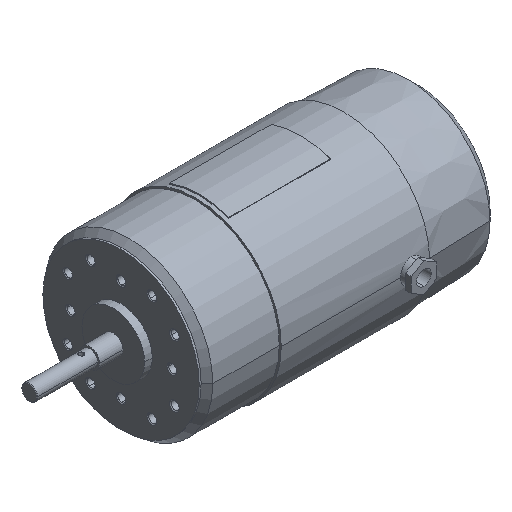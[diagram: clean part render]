
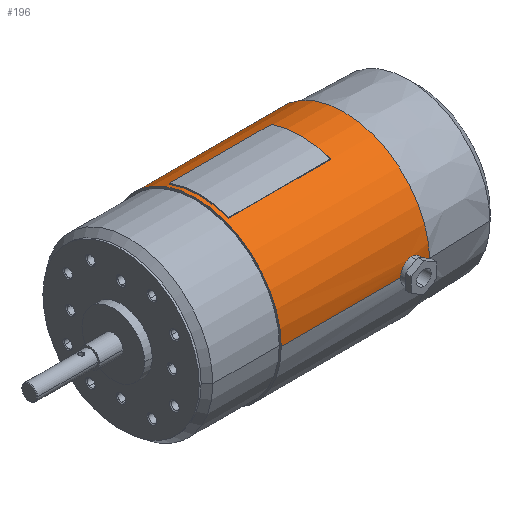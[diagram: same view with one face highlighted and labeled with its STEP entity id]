
A CAD part, isometric view. The second image highlights one B-rep face of the part: STEP entity #196.
In plain terms, the highlighted cylindrical face has radius 44 mm (diameter 88 mm), a partial arc.
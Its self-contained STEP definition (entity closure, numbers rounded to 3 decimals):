
#196 = ADVANCED_FACE( '', ( #458, #459 ), #460, .T. );
#458 = FACE_OUTER_BOUND( '', #748, .T. );
#459 = FACE_BOUND( '', #749, .T. );
#460 = CYLINDRICAL_SURFACE( '', #750, 44. );
#748 = EDGE_LOOP( '', ( #1633, #1634, #1635, #1636, #1637, #1638, #1639 ) );
#749 = EDGE_LOOP( '', ( #1640, #1641, #1642, #1643 ) );
#750 = AXIS2_PLACEMENT_3D( '', #1644, #1645, #1646 );
#1633 = ORIENTED_EDGE( '', *, *, #1768, .T. );
#1634 = ORIENTED_EDGE( '', *, *, #2015, .F. );
#1635 = ORIENTED_EDGE( '', *, *, #1773, .T. );
#1636 = ORIENTED_EDGE( '', *, *, #1818, .T. );
#1637 = ORIENTED_EDGE( '', *, *, #1993, .T. );
#1638 = ORIENTED_EDGE( '', *, *, #1770, .T. );
#1639 = ORIENTED_EDGE( '', *, *, #2014, .T. );
#1640 = ORIENTED_EDGE( '', *, *, #1967, .T. );
#1641 = ORIENTED_EDGE( '', *, *, #1963, .T. );
#1642 = ORIENTED_EDGE( '', *, *, #1970, .T. );
#1643 = ORIENTED_EDGE( '', *, *, #1974, .T. );
#1644 = CARTESIAN_POINT( '', ( 76., 0., 0. ) );
#1645 = DIRECTION( '', ( 1., 0., 0. ) );
#1646 = DIRECTION( '', ( 0., 1., 0. ) );
#1768 = EDGE_CURVE( '', #2067, #2068, #2069, .T. );
#1770 = EDGE_CURVE( '', #2072, #2070, #2073, .T. );
#1773 = EDGE_CURVE( '', #2078, #2076, #2079, .T. );
#1818 = EDGE_CURVE( '', #2076, #2159, #2161, .T. );
#1963 = EDGE_CURVE( '', #2390, #2391, #2392, .T. );
#1967 = EDGE_CURVE( '', #2398, #2390, #2399, .T. );
#1970 = EDGE_CURVE( '', #2391, #2403, #2404, .T. );
#1974 = EDGE_CURVE( '', #2403, #2398, #2409, .T. );
#1993 = EDGE_CURVE( '', #2159, #2072, #2440, .T. );
#2014 = EDGE_CURVE( '', #2070, #2067, #2463, .T. );
#2015 = EDGE_CURVE( '', #2078, #2068, #2464, .T. );
#2067 = VERTEX_POINT( '', #2528 );
#2068 = VERTEX_POINT( '', #2529 );
#2069 = LINE( '', #2530, #2531 );
#2070 = VERTEX_POINT( '', #2532 );
#2072 = VERTEX_POINT( '', #2534 );
#2073 = LINE( '', #2535, #2536 );
#2076 = VERTEX_POINT( '', #2556 );
#2078 = VERTEX_POINT( '', #2575 );
#2079 = LINE( '', #2576, #2577 );
#2159 = VERTEX_POINT( '', #2779 );
#2161 = B_SPLINE_CURVE_WITH_KNOTS( '', 3, ( #2782, #2783, #2784, #2785, #2786, #2787, #2788, #2789, #2790, #2791, #2792, #2793, #2794, #2795, #2796, #2797, #2798, #2799 ), .UNSPECIFIED., .F., .F., ( 4, 2, 2, 2, 2, 2, 2, 2, 4 ), ( 9.053, 10.184, 11.316, 12.447, 13.579, 14.71, 15.842, 16.974, 18.105 ), .UNSPECIFIED. );
#2390 = VERTEX_POINT( '', #3100 );
#2391 = VERTEX_POINT( '', #3101 );
#2392 = CIRCLE( '', #3102, 44. );
#2398 = VERTEX_POINT( '', #3110 );
#2399 = LINE( '', #3111, #3112 );
#2403 = VERTEX_POINT( '', #3118 );
#2404 = LINE( '', #3119, #3120 );
#2409 = CIRCLE( '', #3127, 44. );
#2440 = B_SPLINE_CURVE_WITH_KNOTS( '', 3, ( #3176, #3177, #3178, #3179, #3180, #3181, #3182, #3183, #3184, #3185, #3186, #3187, #3188, #3189, #3190, #3191, #3192, #3193 ), .UNSPECIFIED., .F., .F., ( 4, 2, 2, 2, 2, 2, 2, 2, 4 ), ( 18.105, 19.237, 20.368, 21.5, 22.632, 23.763, 24.895, 26.026, 27.158 ), .UNSPECIFIED. );
#2463 = CIRCLE( '', #3252, 44. );
#2464 = CIRCLE( '', #3253, 44. );
#2528 = CARTESIAN_POINT( '', ( 114., 44., 0. ) );
#2529 = CARTESIAN_POINT( '', ( 38., 44., 0. ) );
#2530 = CARTESIAN_POINT( '', ( 76., 44., 0. ) );
#2531 = VECTOR( '', #3305, 1. );
#2532 = CARTESIAN_POINT( '', ( 114., -44., 0. ) );
#2534 = CARTESIAN_POINT( '', ( 111., -44., 0. ) );
#2535 = CARTESIAN_POINT( '', ( 76., -44., 0. ) );
#2536 = VECTOR( '', #3309, 1. );
#2556 = CARTESIAN_POINT( '', ( 99., -44., 0. ) );
#2575 = CARTESIAN_POINT( '', ( 38., -44., 0. ) );
#2576 = CARTESIAN_POINT( '', ( 76., -44., 0. ) );
#2577 = VECTOR( '', #3310, 1. );
#2779 = CARTESIAN_POINT( '', ( 105., -43.589, 6. ) );
#2782 = CARTESIAN_POINT( '', ( 99., -44., 0. ) );
#2783 = CARTESIAN_POINT( '', ( 99., -44., 0.377 ) );
#2784 = CARTESIAN_POINT( '', ( 99.036, -43.995, 0.767 ) );
#2785 = CARTESIAN_POINT( '', ( 99.188, -43.975, 1.542 ) );
#2786 = CARTESIAN_POINT( '', ( 99.304, -43.959, 1.928 ) );
#2787 = CARTESIAN_POINT( '', ( 99.61, -43.921, 2.667 ) );
#2788 = CARTESIAN_POINT( '', ( 99.801, -43.897, 3.021 ) );
#2789 = CARTESIAN_POINT( '', ( 100.241, -43.847, 3.676 ) );
#2790 = CARTESIAN_POINT( '', ( 100.491, -43.821, 3.977 ) );
#2791 = CARTESIAN_POINT( '', ( 101.023, -43.769, 4.509 ) );
#2792 = CARTESIAN_POINT( '', ( 101.324, -43.742, 4.759 ) );
#2793 = CARTESIAN_POINT( '', ( 101.979, -43.692, 5.199 ) );
#2794 = CARTESIAN_POINT( '', ( 102.333, -43.669, 5.39 ) );
#2795 = CARTESIAN_POINT( '', ( 103.072, -43.63, 5.696 ) );
#2796 = CARTESIAN_POINT( '', ( 103.458, -43.615, 5.812 ) );
#2797 = CARTESIAN_POINT( '', ( 104.233, -43.594, 5.964 ) );
#2798 = CARTESIAN_POINT( '', ( 104.623, -43.589, 6. ) );
#2799 = CARTESIAN_POINT( '', ( 105., -43.589, 6. ) );
#3100 = CARTESIAN_POINT( '', ( 40., -15.049, 41.346 ) );
#3101 = CARTESIAN_POINT( '', ( 40., 15.049, 41.346 ) );
#3102 = AXIS2_PLACEMENT_3D( '', #3669, #3670, #3671 );
#3110 = CARTESIAN_POINT( '', ( 92., -15.049, 41.346 ) );
#3111 = CARTESIAN_POINT( '', ( 66., -15.049, 41.346 ) );
#3112 = VECTOR( '', #3677, 1. );
#3118 = CARTESIAN_POINT( '', ( 92., 15.049, 41.346 ) );
#3119 = CARTESIAN_POINT( '', ( 66., 15.049, 41.346 ) );
#3120 = VECTOR( '', #3680, 1. );
#3127 = AXIS2_PLACEMENT_3D( '', #3686, #3687, #3688 );
#3176 = CARTESIAN_POINT( '', ( 105., -43.589, 6. ) );
#3177 = CARTESIAN_POINT( '', ( 105.377, -43.589, 6. ) );
#3178 = CARTESIAN_POINT( '', ( 105.767, -43.594, 5.964 ) );
#3179 = CARTESIAN_POINT( '', ( 106.542, -43.615, 5.812 ) );
#3180 = CARTESIAN_POINT( '', ( 106.928, -43.63, 5.696 ) );
#3181 = CARTESIAN_POINT( '', ( 107.667, -43.669, 5.39 ) );
#3182 = CARTESIAN_POINT( '', ( 108.021, -43.692, 5.199 ) );
#3183 = CARTESIAN_POINT( '', ( 108.676, -43.742, 4.759 ) );
#3184 = CARTESIAN_POINT( '', ( 108.977, -43.769, 4.509 ) );
#3185 = CARTESIAN_POINT( '', ( 109.509, -43.821, 3.977 ) );
#3186 = CARTESIAN_POINT( '', ( 109.759, -43.847, 3.676 ) );
#3187 = CARTESIAN_POINT( '', ( 110.199, -43.897, 3.021 ) );
#3188 = CARTESIAN_POINT( '', ( 110.39, -43.921, 2.667 ) );
#3189 = CARTESIAN_POINT( '', ( 110.696, -43.959, 1.928 ) );
#3190 = CARTESIAN_POINT( '', ( 110.812, -43.975, 1.542 ) );
#3191 = CARTESIAN_POINT( '', ( 110.964, -43.995, 0.767 ) );
#3192 = CARTESIAN_POINT( '', ( 111., -44., 0.377 ) );
#3193 = CARTESIAN_POINT( '', ( 111., -44., 0. ) );
#3252 = AXIS2_PLACEMENT_3D( '', #3757, #3758, #3759 );
#3253 = AXIS2_PLACEMENT_3D( '', #3760, #3761, #3762 );
#3305 = DIRECTION( '', ( -1., 0., 0. ) );
#3309 = DIRECTION( '', ( 1., 0., 0. ) );
#3310 = DIRECTION( '', ( 1., 0., 0. ) );
#3669 = CARTESIAN_POINT( '', ( 40., 0., 0. ) );
#3670 = DIRECTION( '', ( -1., 0., 0. ) );
#3671 = DIRECTION( '', ( 0., 1., 0. ) );
#3677 = DIRECTION( '', ( -1., 0., 0. ) );
#3680 = DIRECTION( '', ( 1., 0., 0. ) );
#3686 = CARTESIAN_POINT( '', ( 92., 0., 0. ) );
#3687 = DIRECTION( '', ( 1., 0., 0. ) );
#3688 = DIRECTION( '', ( 0., 1., 0. ) );
#3757 = CARTESIAN_POINT( '', ( 114., 0., 0. ) );
#3758 = DIRECTION( '', ( -1., 0., 0. ) );
#3759 = DIRECTION( '', ( 0., 1., 0. ) );
#3760 = CARTESIAN_POINT( '', ( 38., 0., 0. ) );
#3761 = DIRECTION( '', ( -1., 0., 0. ) );
#3762 = DIRECTION( '', ( 0., 1., 0. ) );
